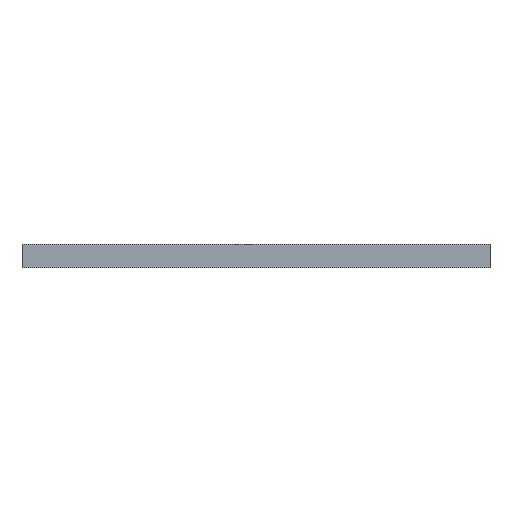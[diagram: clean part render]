
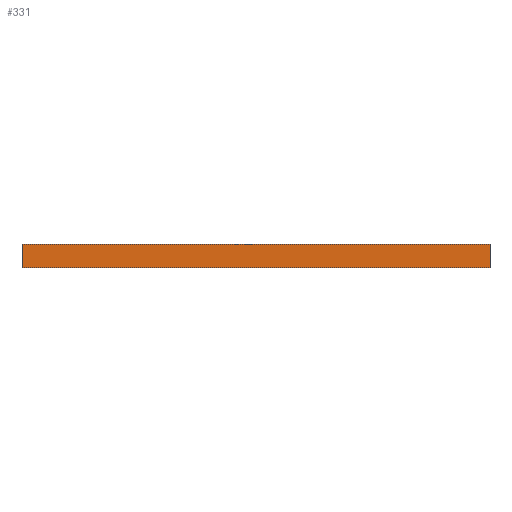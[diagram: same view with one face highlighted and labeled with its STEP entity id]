
A CAD part, front view. The second image highlights one B-rep face of the part: STEP entity #331.
In plain terms, the highlighted planar face has unit normal (0, -1, 0).
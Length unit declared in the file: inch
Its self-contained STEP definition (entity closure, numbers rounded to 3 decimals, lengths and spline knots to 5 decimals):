
#91 = VECTOR ( 'NONE', #2239, 39.37008 ) ;
#217 = VERTEX_POINT ( 'NONE', #746 ) ;
#331 = ADVANCED_FACE ( 'NONE', ( #2681 ), #2661, .T. ) ;
#338 = VERTEX_POINT ( 'NONE', #2615 ) ;
#405 = ORIENTED_EDGE ( 'NONE', *, *, #2883, .T. ) ;
#486 = EDGE_LOOP ( 'NONE', ( #2523, #405, #3255, #863 ) ) ;
#559 = CARTESIAN_POINT ( 'NONE',  ( -0.59055, -0.59055, 0. ) ) ;
#604 = LINE ( 'NONE', #3328, #3055 ) ;
#671 = VECTOR ( 'NONE', #834, 39.37008 ) ;
#746 = CARTESIAN_POINT ( 'NONE',  ( 0.59055, -0.59055, 0.01969 ) ) ;
#755 = VECTOR ( 'NONE', #2789, 39.37008 ) ;
#834 = DIRECTION ( 'NONE',  ( 1., 0., 0. ) ) ;
#863 = ORIENTED_EDGE ( 'NONE', *, *, #3312, .F. ) ;
#952 = CARTESIAN_POINT ( 'NONE',  ( -0.59055, -0.59055, -0.03937 ) ) ;
#1045 = LINE ( 'NONE', #1613, #671 ) ;
#1419 = CARTESIAN_POINT ( 'NONE',  ( 0.59055, -0.59055, -0.03937 ) ) ;
#1424 = LINE ( 'NONE', #2772, #755 ) ;
#1554 = VERTEX_POINT ( 'NONE', #1419 ) ;
#1576 = DIRECTION ( 'NONE',  ( 1., 0., 0. ) ) ;
#1580 = LINE ( 'NONE', #2986, #91 ) ;
#1583 = EDGE_CURVE ( 'NONE', #1554, #217, #604, .T. ) ;
#1613 = CARTESIAN_POINT ( 'NONE',  ( -0.59055, -0.59055, 0.01969 ) ) ;
#1722 = VERTEX_POINT ( 'NONE', #952 ) ;
#1985 = DIRECTION ( 'NONE',  ( 0., 0., 1. ) ) ;
#2239 = DIRECTION ( 'NONE',  ( 0., 0., 1. ) ) ;
#2375 = EDGE_CURVE ( 'NONE', #1722, #338, #1580, .T. ) ;
#2416 = DIRECTION ( 'NONE',  ( 0., -1., 0. ) ) ;
#2523 = ORIENTED_EDGE ( 'NONE', *, *, #2375, .F. ) ;
#2615 = CARTESIAN_POINT ( 'NONE',  ( -0.59055, -0.59055, 0.01969 ) ) ;
#2661 = PLANE ( 'NONE',  #3289 ) ;
#2681 = FACE_OUTER_BOUND ( 'NONE', #486, .T. ) ;
#2772 = CARTESIAN_POINT ( 'NONE',  ( -0.59055, -0.59055, -0.03937 ) ) ;
#2789 = DIRECTION ( 'NONE',  ( 1., 0., 0. ) ) ;
#2883 = EDGE_CURVE ( 'NONE', #1722, #1554, #1424, .T. ) ;
#2986 = CARTESIAN_POINT ( 'NONE',  ( -0.59055, -0.59055, 0. ) ) ;
#3055 = VECTOR ( 'NONE', #1985, 39.37008 ) ;
#3255 = ORIENTED_EDGE ( 'NONE', *, *, #1583, .T. ) ;
#3289 = AXIS2_PLACEMENT_3D ( 'NONE', #559, #2416, #1576 ) ;
#3312 = EDGE_CURVE ( 'NONE', #338, #217, #1045, .T. ) ;
#3328 = CARTESIAN_POINT ( 'NONE',  ( 0.59055, -0.59055, 0. ) ) ;
